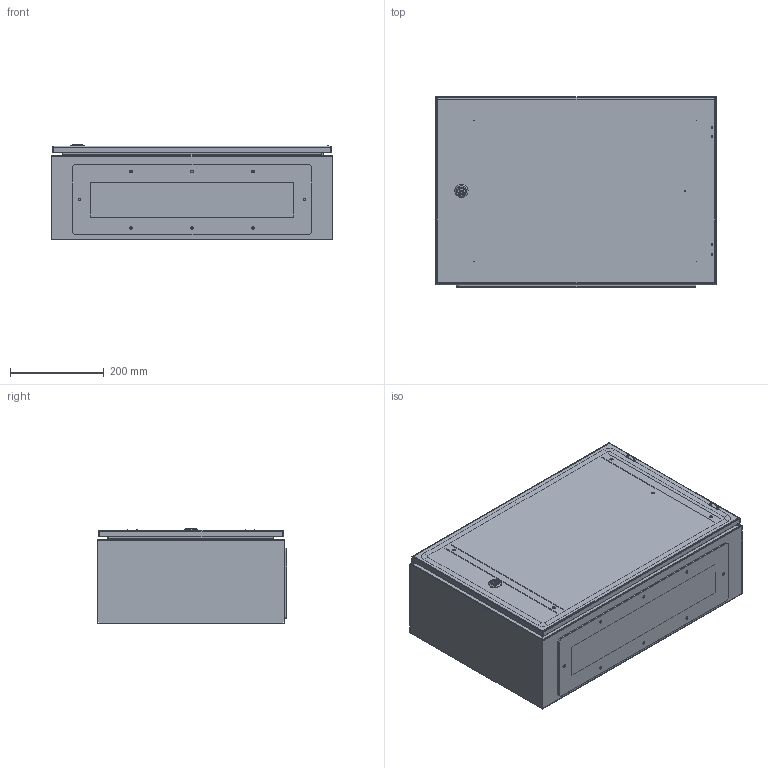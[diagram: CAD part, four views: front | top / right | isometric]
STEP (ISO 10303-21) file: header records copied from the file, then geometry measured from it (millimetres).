
FILE_DESCRIPTION (( 'STEP AP203' ), '1' );
FILE_NAME ('HC-462.STEP', '2020-06-01T13:15:37', ( 'Holec' ), ( 'Microsoft' ), 'SwSTEP 2.0', 'SolidWorks 2019', '' );
FILE_SCHEMA (( 'CONFIG_CONTROL_DESIGN' ));
Length unit declared in the file: millimetre
Products named in the file (20): 4.1.11.34-1; U-001; Cópia de 10.14.203^4.1.11.34; PV3-012(PC2_0102_542); 4.1.05.80; Cópia de 10.15.428^4.1.11.34; 4.1.11.41; SV1-012; Cópia de 11.13.043^4.1.11.34; PV3-500; PV2-012(PC2_0000_641); PV5-002(Valor predeterminado); PV1-012(PC2_0302_863); PV2-811; HC-462; PV1-112(PC2_0302_863); 4.1.11.34; PV1-113(PC2_0302_863); SV2-012
Assembly tree (32 placements, depth 3):
  HC-462
    SV1-012
      PV1-012(PC2_0302_863)
      PV1-112(PC2_0302_863)
      PV1-113(PC2_0302_863)
      U-001  x4
      4.1.05.80
    SV2-012
      4.1.05.80  x5
      PV2-012(PC2_0000_641)
      PV2-811
      4.1.11.34  x2
    4.1.11.34
      Cópia de 10.14.203^4.1.11.34
      Cópia de 10.15.428^4.1.11.34
      Cópia de 11.13.043^4.1.11.34
    4.1.11.34-1
      Cópia de 10.14.203^4.1.11.34
      Cópia de 10.15.428^4.1.11.34
      Cópia de 11.13.043^4.1.11.34
    PV3-012(PC2_0102_542)
    4.1.11.41
    PV3-500
    PV5-002(Valor predeterminado)  x2
Bounding box: 600 x 404.5 x 203.75 mm (x, y, z)
Volume: 1852054.1 mm3; surface area: 2537442.2 mm2
Topology: 36 solids, 36 shells, 1285 faces, 3122 edges, 1927 vertices
Faces by surface type: plane 565, cylinder 486, cone 156, bspline 40, torus 34, sphere 4
Entity records: 35434 total; most frequent: CARTESIAN_POINT 8489, DIRECTION 5138, ORIENTED_EDGE 5050, EDGE_CURVE 2525, AXIS2_PLACEMENT_3D 1909, VERTEX_POINT 1562, LINE 1320, VECTOR 1320
